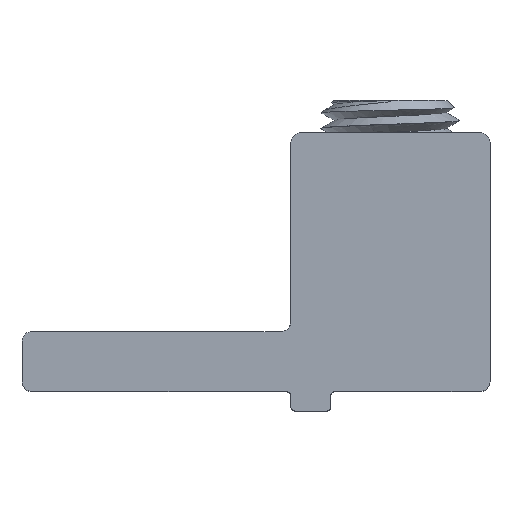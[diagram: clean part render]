
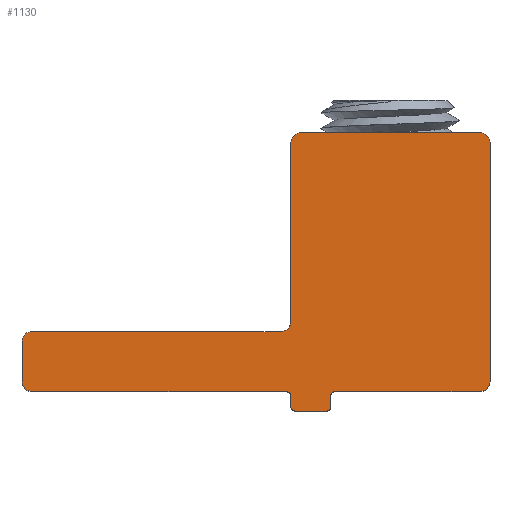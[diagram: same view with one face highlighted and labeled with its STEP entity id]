
A CAD part, top view. The second image highlights one B-rep face of the part: STEP entity #1130.
In plain terms, the highlighted planar face has unit normal (0, 0, 1).
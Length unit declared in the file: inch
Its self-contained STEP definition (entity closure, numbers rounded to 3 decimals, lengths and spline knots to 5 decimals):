
#105=PLANE('',#1256);
#129=FACE_OUTER_BOUND('',#192,.T.);
#192=EDGE_LOOP('',(#765,#766,#767,#768,#769,#770,#771,#772,#773,#774,#775,
#776,#777,#778,#779,#780,#781,#782,#783,#784));
#261=LINE('',#1665,#337);
#265=LINE('',#1677,#341);
#268=LINE('',#1683,#344);
#269=LINE('',#1687,#345);
#270=LINE('',#1691,#346);
#271=LINE('',#1695,#347);
#272=LINE('',#1699,#348);
#273=LINE('',#1703,#349);
#274=LINE('',#1707,#350);
#275=LINE('',#1711,#351);
#337=VECTOR('',#1370,0.3937);
#341=VECTOR('',#1382,0.3937);
#344=VECTOR('',#1387,0.3937);
#345=VECTOR('',#1390,0.3937);
#346=VECTOR('',#1393,0.3937);
#347=VECTOR('',#1396,0.3937);
#348=VECTOR('',#1399,0.3937);
#349=VECTOR('',#1402,0.3937);
#350=VECTOR('',#1405,0.3937);
#351=VECTOR('',#1408,0.3937);
#411=CIRCLE('',#1249,0.015);
#414=CIRCLE('',#1254,0.015);
#415=CIRCLE('',#1257,0.031);
#416=CIRCLE('',#1258,0.031);
#417=CIRCLE('',#1259,0.031);
#418=CIRCLE('',#1260,0.031);
#419=CIRCLE('',#1261,0.031);
#420=CIRCLE('',#1262,0.031);
#421=CIRCLE('',#1263,0.015);
#422=CIRCLE('',#1264,0.015);
#456=VERTEX_POINT('',#1655);
#457=VERTEX_POINT('',#1656);
#460=VERTEX_POINT('',#1664);
#463=VERTEX_POINT('',#1672);
#464=VERTEX_POINT('',#1676);
#466=VERTEX_POINT('',#1682);
#467=VERTEX_POINT('',#1684);
#468=VERTEX_POINT('',#1686);
#469=VERTEX_POINT('',#1688);
#470=VERTEX_POINT('',#1690);
#471=VERTEX_POINT('',#1692);
#472=VERTEX_POINT('',#1694);
#473=VERTEX_POINT('',#1696);
#474=VERTEX_POINT('',#1698);
#475=VERTEX_POINT('',#1700);
#476=VERTEX_POINT('',#1702);
#477=VERTEX_POINT('',#1704);
#478=VERTEX_POINT('',#1706);
#479=VERTEX_POINT('',#1708);
#480=VERTEX_POINT('',#1710);
#574=EDGE_CURVE('',#456,#457,#411,.T.);
#578=EDGE_CURVE('',#457,#460,#261,.T.);
#582=EDGE_CURVE('',#460,#463,#414,.T.);
#584=EDGE_CURVE('',#463,#464,#265,.T.);
#587=EDGE_CURVE('',#466,#456,#268,.T.);
#588=EDGE_CURVE('',#467,#466,#415,.T.);
#589=EDGE_CURVE('',#468,#467,#269,.T.);
#590=EDGE_CURVE('',#469,#468,#416,.T.);
#591=EDGE_CURVE('',#470,#469,#270,.T.);
#592=EDGE_CURVE('',#471,#470,#417,.T.);
#593=EDGE_CURVE('',#472,#471,#271,.T.);
#594=EDGE_CURVE('',#473,#472,#418,.T.);
#595=EDGE_CURVE('',#474,#473,#272,.T.);
#596=EDGE_CURVE('',#475,#474,#419,.T.);
#597=EDGE_CURVE('',#476,#475,#273,.T.);
#598=EDGE_CURVE('',#477,#476,#420,.T.);
#599=EDGE_CURVE('',#478,#477,#274,.T.);
#600=EDGE_CURVE('',#479,#478,#421,.T.);
#601=EDGE_CURVE('',#480,#479,#275,.T.);
#602=EDGE_CURVE('',#464,#480,#422,.T.);
#765=ORIENTED_EDGE('',*,*,#582,.F.);
#766=ORIENTED_EDGE('',*,*,#578,.F.);
#767=ORIENTED_EDGE('',*,*,#574,.F.);
#768=ORIENTED_EDGE('',*,*,#587,.F.);
#769=ORIENTED_EDGE('',*,*,#588,.F.);
#770=ORIENTED_EDGE('',*,*,#589,.F.);
#771=ORIENTED_EDGE('',*,*,#590,.F.);
#772=ORIENTED_EDGE('',*,*,#591,.F.);
#773=ORIENTED_EDGE('',*,*,#592,.F.);
#774=ORIENTED_EDGE('',*,*,#593,.F.);
#775=ORIENTED_EDGE('',*,*,#594,.F.);
#776=ORIENTED_EDGE('',*,*,#595,.F.);
#777=ORIENTED_EDGE('',*,*,#596,.F.);
#778=ORIENTED_EDGE('',*,*,#597,.F.);
#779=ORIENTED_EDGE('',*,*,#598,.F.);
#780=ORIENTED_EDGE('',*,*,#599,.F.);
#781=ORIENTED_EDGE('',*,*,#600,.F.);
#782=ORIENTED_EDGE('',*,*,#601,.F.);
#783=ORIENTED_EDGE('',*,*,#602,.F.);
#784=ORIENTED_EDGE('',*,*,#584,.F.);
#1130=ADVANCED_FACE('',(#129),#105,.T.);
#1249=AXIS2_PLACEMENT_3D('',#1657,#1362,#1363);
#1254=AXIS2_PLACEMENT_3D('',#1673,#1377,#1378);
#1256=AXIS2_PLACEMENT_3D('',#1681,#1385,#1386);
#1257=AXIS2_PLACEMENT_3D('',#1685,#1388,#1389);
#1258=AXIS2_PLACEMENT_3D('',#1689,#1391,#1392);
#1259=AXIS2_PLACEMENT_3D('',#1693,#1394,#1395);
#1260=AXIS2_PLACEMENT_3D('',#1697,#1397,#1398);
#1261=AXIS2_PLACEMENT_3D('',#1701,#1400,#1401);
#1262=AXIS2_PLACEMENT_3D('',#1705,#1403,#1404);
#1263=AXIS2_PLACEMENT_3D('',#1709,#1406,#1407);
#1264=AXIS2_PLACEMENT_3D('',#1712,#1409,#1410);
#1362=DIRECTION('center_axis',(0.,0.,1.));
#1363=DIRECTION('ref_axis',(-0.707,0.707,0.));
#1370=DIRECTION('',(0.,-1.,0.));
#1377=DIRECTION('center_axis',(0.,0.,-1.));
#1378=DIRECTION('ref_axis',(0.707,-0.707,0.));
#1382=DIRECTION('',(-1.,0.,0.));
#1385=DIRECTION('center_axis',(0.,0.,1.));
#1386=DIRECTION('ref_axis',(1.,0.,0.));
#1387=DIRECTION('',(-1.,0.,0.));
#1388=DIRECTION('center_axis',(0.,0.,-1.));
#1389=DIRECTION('ref_axis',(0.707,-0.707,0.));
#1390=DIRECTION('',(0.,-1.,0.));
#1391=DIRECTION('center_axis',(0.,0.,-1.));
#1392=DIRECTION('ref_axis',(0.707,0.707,0.));
#1393=DIRECTION('',(1.,0.,0.));
#1394=DIRECTION('center_axis',(0.,0.,-1.));
#1395=DIRECTION('ref_axis',(-0.707,0.707,0.));
#1396=DIRECTION('',(0.,1.,0.));
#1397=DIRECTION('center_axis',(0.,0.,1.));
#1398=DIRECTION('ref_axis',(0.707,-0.707,0.));
#1399=DIRECTION('',(1.,0.,0.));
#1400=DIRECTION('center_axis',(0.,0.,-1.));
#1401=DIRECTION('ref_axis',(-0.707,0.707,0.));
#1402=DIRECTION('',(0.,1.,0.));
#1403=DIRECTION('center_axis',(0.,0.,-1.));
#1404=DIRECTION('ref_axis',(-0.707,-0.707,0.));
#1405=DIRECTION('',(-1.,0.,0.));
#1406=DIRECTION('center_axis',(0.,0.,1.));
#1407=DIRECTION('ref_axis',(0.707,0.707,0.));
#1408=DIRECTION('',(0.,1.,0.));
#1409=DIRECTION('center_axis',(0.,0.,-1.));
#1410=DIRECTION('ref_axis',(-0.707,-0.707,0.));
#1655=CARTESIAN_POINT('',(-0.01768,0.,0.625));
#1656=CARTESIAN_POINT('',(-0.03268,-0.015,0.625));
#1657=CARTESIAN_POINT('Origin',(-0.01768,-0.015,0.625));
#1664=CARTESIAN_POINT('',(-0.03268,-0.047,0.625));
#1665=CARTESIAN_POINT('',(-0.03268,0.,0.625));
#1672=CARTESIAN_POINT('',(-0.04768,-0.062,0.625));
#1673=CARTESIAN_POINT('Origin',(-0.04768,-0.047,0.625));
#1676=CARTESIAN_POINT('',(-0.14268,-0.062,0.625));
#1677=CARTESIAN_POINT('',(-0.03268,-0.062,0.625));
#1681=CARTESIAN_POINT('Origin',(-0.15174,0.29056,0.625));
#1682=CARTESIAN_POINT('',(0.43632,0.,0.625));
#1683=CARTESIAN_POINT('',(0.46732,0.,0.625));
#1684=CARTESIAN_POINT('',(0.46732,0.031,0.625));
#1685=CARTESIAN_POINT('Origin',(0.43632,0.031,0.625));
#1686=CARTESIAN_POINT('',(0.46732,0.781,0.625));
#1687=CARTESIAN_POINT('',(0.46732,0.812,0.625));
#1688=CARTESIAN_POINT('',(0.43632,0.812,0.625));
#1689=CARTESIAN_POINT('Origin',(0.43632,0.781,0.625));
#1690=CARTESIAN_POINT('',(-0.12668,0.812,0.625));
#1691=CARTESIAN_POINT('',(-0.15768,0.812,0.625));
#1692=CARTESIAN_POINT('',(-0.15768,0.781,0.625));
#1693=CARTESIAN_POINT('Origin',(-0.12668,0.781,0.625));
#1694=CARTESIAN_POINT('',(-0.15768,0.219,0.625));
#1695=CARTESIAN_POINT('',(-0.15768,0.188,0.625));
#1696=CARTESIAN_POINT('',(-0.18868,0.188,0.625));
#1697=CARTESIAN_POINT('Origin',(-0.18868,0.219,0.625));
#1698=CARTESIAN_POINT('',(-0.97068,0.188,0.625));
#1699=CARTESIAN_POINT('',(-1.00168,0.188,0.625));
#1700=CARTESIAN_POINT('',(-1.00168,0.157,0.625));
#1701=CARTESIAN_POINT('Origin',(-0.97068,0.157,0.625));
#1702=CARTESIAN_POINT('',(-1.00168,0.031,0.625));
#1703=CARTESIAN_POINT('',(-1.00168,0.,0.625));
#1704=CARTESIAN_POINT('',(-0.97068,0.,0.625));
#1705=CARTESIAN_POINT('Origin',(-0.97068,0.031,0.625));
#1706=CARTESIAN_POINT('',(-0.17268,0.,0.625));
#1707=CARTESIAN_POINT('',(0.46732,0.,0.625));
#1708=CARTESIAN_POINT('',(-0.15768,-0.015,0.625));
#1709=CARTESIAN_POINT('Origin',(-0.17268,-0.015,0.625));
#1710=CARTESIAN_POINT('',(-0.15768,-0.047,0.625));
#1711=CARTESIAN_POINT('',(-0.15768,-0.062,0.625));
#1712=CARTESIAN_POINT('Origin',(-0.14268,-0.047,0.625));
